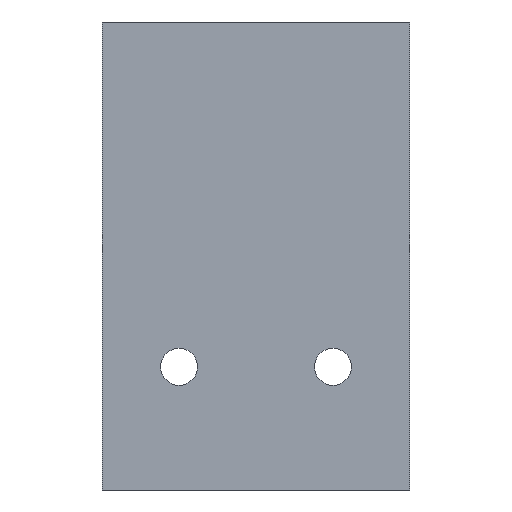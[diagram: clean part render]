
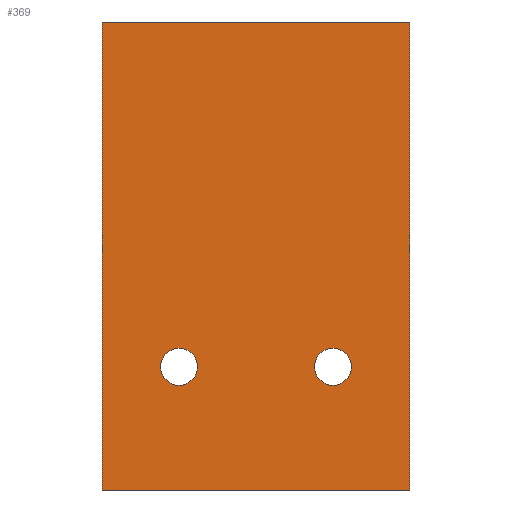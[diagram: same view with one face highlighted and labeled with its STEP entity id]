
A CAD part, left-side view. The second image highlights one B-rep face of the part: STEP entity #369.
In plain terms, the highlighted planar face has unit normal (-1, 0, 0).
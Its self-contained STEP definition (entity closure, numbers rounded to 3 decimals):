
#10 = DIRECTION ( 'NONE',  ( 0., 0., -1. ) ) ;
#25 = DIRECTION ( 'NONE',  ( -1., 0., 0. ) ) ;
#39 = DIRECTION ( 'NONE',  ( 0., 1., 0. ) ) ;
#50 = CARTESIAN_POINT ( 'NONE',  ( 0., 0., 3. ) ) ;
#53 = DIRECTION ( 'NONE',  ( 0., 1., 0. ) ) ;
#57 = AXIS2_PLACEMENT_3D ( 'NONE', #248, #445, #394 ) ;
#59 = CARTESIAN_POINT ( 'NONE',  ( 0., -20.25, -25. ) ) ;
#62 = VECTOR ( 'NONE', #190, 1000. ) ;
#69 = ORIENTED_EDGE ( 'NONE', *, *, #495, .F. ) ;
#76 = CARTESIAN_POINT ( 'NONE',  ( 0., -25., 3. ) ) ;
#92 = DIRECTION ( 'NONE',  ( -1., 0., 0. ) ) ;
#98 = PLANE ( 'NONE',  #181 ) ;
#101 = DIRECTION ( 'NONE',  ( 1., 0., 0. ) ) ;
#103 = CARTESIAN_POINT ( 'NONE',  ( 0., 0., -35. ) ) ;
#113 = VERTEX_POINT ( 'NONE', #131 ) ;
#115 = LINE ( 'NONE', #158, #566 ) ;
#131 = CARTESIAN_POINT ( 'NONE',  ( 0., -7.75, -25. ) ) ;
#153 = EDGE_CURVE ( 'NONE', #264, #420, #467, .T. ) ;
#158 = CARTESIAN_POINT ( 'NONE',  ( 0., 0., 3. ) ) ;
#159 = VERTEX_POINT ( 'NONE', #388 ) ;
#164 = VERTEX_POINT ( 'NONE', #569 ) ;
#181 = AXIS2_PLACEMENT_3D ( 'NONE', #50, #101, #39 ) ;
#183 = AXIS2_PLACEMENT_3D ( 'NONE', #501, #25, #325 ) ;
#189 = CARTESIAN_POINT ( 'NONE',  ( 0., -25., 3. ) ) ;
#190 = DIRECTION ( 'NONE',  ( 0., -1., 0. ) ) ;
#197 = CIRCLE ( 'NONE', #57, 1.5 ) ;
#198 = ORIENTED_EDGE ( 'NONE', *, *, #227, .T. ) ;
#199 = CARTESIAN_POINT ( 'NONE',  ( 0., -17.25, -25. ) ) ;
#214 = ORIENTED_EDGE ( 'NONE', *, *, #153, .F. ) ;
#217 = ORIENTED_EDGE ( 'NONE', *, *, #241, .F. ) ;
#223 = ORIENTED_EDGE ( 'NONE', *, *, #603, .F. ) ;
#227 = EDGE_CURVE ( 'NONE', #264, #257, #115, .T. ) ;
#231 = CARTESIAN_POINT ( 'NONE',  ( 0., -18.75, -25. ) ) ;
#241 = EDGE_CURVE ( 'NONE', #113, #159, #397, .T. ) ;
#248 = CARTESIAN_POINT ( 'NONE',  ( 0., -18.75, -25. ) ) ;
#257 = VERTEX_POINT ( 'NONE', #103 ) ;
#264 = VERTEX_POINT ( 'NONE', #484 ) ;
#266 = VERTEX_POINT ( 'NONE', #199 ) ;
#276 = FACE_BOUND ( 'NONE', #534, .T. ) ;
#277 = ORIENTED_EDGE ( 'NONE', *, *, #372, .F. ) ;
#301 = VERTEX_POINT ( 'NONE', #59 ) ;
#304 = DIRECTION ( 'NONE',  ( -1., 0., 0. ) ) ;
#325 = DIRECTION ( 'NONE',  ( 0., -1., 0. ) ) ;
#369 = ADVANCED_FACE ( 'NONE', ( #560, #276, #371 ), #98, .F. ) ;
#371 = FACE_OUTER_BOUND ( 'NONE', #424, .T. ) ;
#372 = EDGE_CURVE ( 'NONE', #301, #266, #528, .T. ) ;
#375 = DIRECTION ( 'NONE',  ( 0., 0., -1. ) ) ;
#378 = CARTESIAN_POINT ( 'NONE',  ( 0., 0., 3. ) ) ;
#388 = CARTESIAN_POINT ( 'NONE',  ( 0., -4.75, -25. ) ) ;
#389 = VECTOR ( 'NONE', #375, 1000. ) ;
#394 = DIRECTION ( 'NONE',  ( 0., 1., 0. ) ) ;
#397 = CIRCLE ( 'NONE', #414, 1.5 ) ;
#398 = CIRCLE ( 'NONE', #183, 1.5 ) ;
#414 = AXIS2_PLACEMENT_3D ( 'NONE', #449, #304, #572 ) ;
#415 = ORIENTED_EDGE ( 'NONE', *, *, #442, .F. ) ;
#416 = VECTOR ( 'NONE', #53, 1000. ) ;
#420 = VERTEX_POINT ( 'NONE', #189 ) ;
#424 = EDGE_LOOP ( 'NONE', ( #198, #415, #571, #214 ) ) ;
#441 = AXIS2_PLACEMENT_3D ( 'NONE', #231, #92, #601 ) ;
#442 = EDGE_CURVE ( 'NONE', #164, #257, #570, .T. ) ;
#445 = DIRECTION ( 'NONE',  ( -1., 0., 0. ) ) ;
#449 = CARTESIAN_POINT ( 'NONE',  ( 0., -6.25, -25. ) ) ;
#466 = LINE ( 'NONE', #76, #389 ) ;
#467 = LINE ( 'NONE', #378, #62 ) ;
#484 = CARTESIAN_POINT ( 'NONE',  ( 0., 0., 3. ) ) ;
#495 = EDGE_CURVE ( 'NONE', #266, #301, #197, .T. ) ;
#501 = CARTESIAN_POINT ( 'NONE',  ( 0., -6.25, -25. ) ) ;
#515 = CARTESIAN_POINT ( 'NONE',  ( 0., 0., -35. ) ) ;
#528 = CIRCLE ( 'NONE', #441, 1.5 ) ;
#534 = EDGE_LOOP ( 'NONE', ( #277, #69 ) ) ;
#560 = FACE_BOUND ( 'NONE', #589, .T. ) ;
#566 = VECTOR ( 'NONE', #10, 1000. ) ;
#569 = CARTESIAN_POINT ( 'NONE',  ( 0., -25., -35. ) ) ;
#570 = LINE ( 'NONE', #515, #416 ) ;
#571 = ORIENTED_EDGE ( 'NONE', *, *, #579, .F. ) ;
#572 = DIRECTION ( 'NONE',  ( 0., -1., 0. ) ) ;
#579 = EDGE_CURVE ( 'NONE', #420, #164, #466, .T. ) ;
#589 = EDGE_LOOP ( 'NONE', ( #217, #223 ) ) ;
#601 = DIRECTION ( 'NONE',  ( 0., 1., 0. ) ) ;
#603 = EDGE_CURVE ( 'NONE', #159, #113, #398, .T. ) ;
